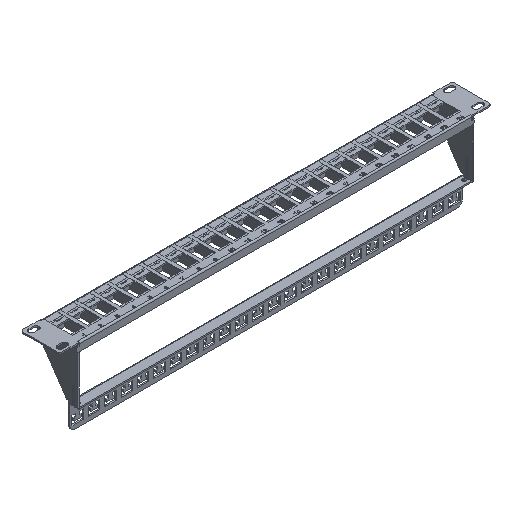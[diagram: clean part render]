
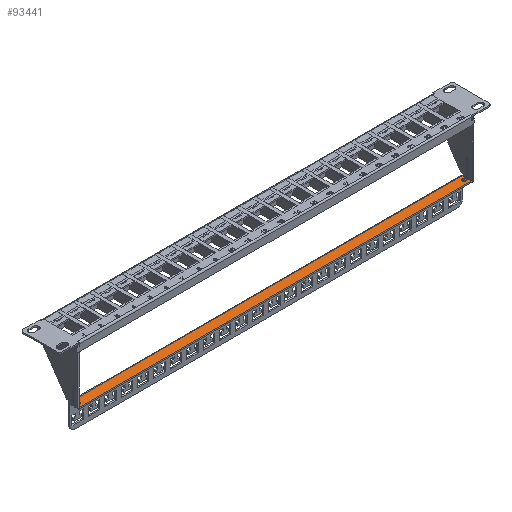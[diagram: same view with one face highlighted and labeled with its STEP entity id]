
A CAD part, isometric view. The second image highlights one B-rep face of the part: STEP entity #93441.
In plain terms, the highlighted face is planar.
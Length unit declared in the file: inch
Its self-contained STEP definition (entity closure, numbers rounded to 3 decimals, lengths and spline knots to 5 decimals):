
#264 = CIRCLE ( 'NONE', #33944, 0.056 ) ;
#788 = VERTEX_POINT ( 'NONE', #76679 ) ;
#1028 = DIRECTION ( 'NONE',  ( 0., 0., -1. ) ) ;
#1329 = EDGE_CURVE ( 'NONE', #16114, #115844, #82626, .T. ) ;
#3411 = VECTOR ( 'NONE', #38331, 39.37008 ) ;
#3905 = CARTESIAN_POINT ( 'NONE',  ( 8.65, -0.48, 0. ) ) ;
#3999 = EDGE_CURVE ( 'NONE', #100256, #5482, #32314, .T. ) ;
#5482 = VERTEX_POINT ( 'NONE', #99426 ) ;
#6564 = DIRECTION ( 'NONE',  ( 0., -1., 0. ) ) ;
#7965 = VECTOR ( 'NONE', #34012, 39.37008 ) ;
#8740 = CARTESIAN_POINT ( 'NONE',  ( -8.4905, -0.3404, 0. ) ) ;
#11125 = DIRECTION ( 'NONE',  ( 1., 0., 0. ) ) ;
#12328 = EDGE_CURVE ( 'NONE', #85843, #115844, #264, .T. ) ;
#13466 = LINE ( 'NONE', #114637, #112542 ) ;
#14060 = VECTOR ( 'NONE', #43838, 39.37008 ) ;
#16114 = VERTEX_POINT ( 'NONE', #55106 ) ;
#16159 = DIRECTION ( 'NONE',  ( 0., -1., 0. ) ) ;
#18014 = ORIENTED_EDGE ( 'NONE', *, *, #12328, .F. ) ;
#18175 = ORIENTED_EDGE ( 'NONE', *, *, #110528, .F. ) ;
#19912 = EDGE_CURVE ( 'NONE', #88404, #66822, #90179, .T. ) ;
#20748 = DIRECTION ( 'NONE',  ( 0., 0., -1. ) ) ;
#20820 = ORIENTED_EDGE ( 'NONE', *, *, #58741, .F. ) ;
#20891 = DIRECTION ( 'NONE',  ( 1., 0., 0. ) ) ;
#21539 = VERTEX_POINT ( 'NONE', #31035 ) ;
#22370 = CIRCLE ( 'NONE', #72263, 0.056 ) ;
#23097 = DIRECTION ( 'NONE',  ( 0., 0., -1. ) ) ;
#23705 = EDGE_LOOP ( 'NONE', ( #44223, #40632, #88951, #68582, #20820, #112785, #18014, #93370, #18175, #67433, #64763, #77581, #41560, #74500, #38420, #86016 ) ) ;
#26072 = VECTOR ( 'NONE', #6564, 39.37008 ) ;
#29410 = EDGE_CURVE ( 'NONE', #32819, #66822, #81190, .T. ) ;
#29497 = EDGE_CURVE ( 'NONE', #97576, #45793, #22370, .T. ) ;
#29609 = CARTESIAN_POINT ( 'NONE',  ( 8.64, -0.48, 0. ) ) ;
#29620 = VECTOR ( 'NONE', #115874, 39.37008 ) ;
#30233 = AXIS2_PLACEMENT_3D ( 'NONE', #77660, #23097, #96462 ) ;
#31035 = CARTESIAN_POINT ( 'NONE',  ( -8.64, -0.0698, 0. ) ) ;
#32314 = LINE ( 'NONE', #3905, #69609 ) ;
#32336 = DIRECTION ( 'NONE',  ( -1., 0., 0. ) ) ;
#32819 = VERTEX_POINT ( 'NONE', #89826 ) ;
#32839 = DIRECTION ( 'NONE',  ( 0., 1., 0. ) ) ;
#33944 = AXIS2_PLACEMENT_3D ( 'NONE', #74936, #20748, #11125 ) ;
#34012 = DIRECTION ( 'NONE',  ( -1., 0., 0. ) ) ;
#34251 = CARTESIAN_POINT ( 'NONE',  ( 8.64, -0.0698, 0. ) ) ;
#34476 = VECTOR ( 'NONE', #117221, 39.37008 ) ;
#38115 = PLANE ( 'NONE',  #80788 ) ;
#38331 = DIRECTION ( 'NONE',  ( 0., 1., 0. ) ) ;
#38420 = ORIENTED_EDGE ( 'NONE', *, *, #29410, .F. ) ;
#38508 = VERTEX_POINT ( 'NONE', #34251 ) ;
#40632 = ORIENTED_EDGE ( 'NONE', *, *, #74542, .T. ) ;
#41560 = ORIENTED_EDGE ( 'NONE', *, *, #94261, .F. ) ;
#42350 = LINE ( 'NONE', #51359, #49561 ) ;
#43838 = DIRECTION ( 'NONE',  ( -1., 0., 0. ) ) ;
#44134 = VERTEX_POINT ( 'NONE', #97358 ) ;
#44223 = ORIENTED_EDGE ( 'NONE', *, *, #29497, .F. ) ;
#44257 = CARTESIAN_POINT ( 'NONE',  ( -8.64, -0.0698, 0. ) ) ;
#45793 = VERTEX_POINT ( 'NONE', #99074 ) ;
#46658 = CARTESIAN_POINT ( 'NONE',  ( -8.4905, -0.2654, 0. ) ) ;
#48394 = FACE_OUTER_BOUND ( 'NONE', #23705, .T. ) ;
#49561 = VECTOR ( 'NONE', #110657, 39.37008 ) ;
#50170 = CARTESIAN_POINT ( 'NONE',  ( -8.64, -0.3404, 0. ) ) ;
#51359 = CARTESIAN_POINT ( 'NONE',  ( 8.64, -0.48, 0. ) ) ;
#53801 = AXIS2_PLACEMENT_3D ( 'NONE', #112391, #84011, #74788 ) ;
#55106 = CARTESIAN_POINT ( 'NONE',  ( 8.64, -0.2094, 0. ) ) ;
#55550 = LINE ( 'NONE', #87844, #29620 ) ;
#55930 = DIRECTION ( 'NONE',  ( 1., 0., 0. ) ) ;
#57170 = CARTESIAN_POINT ( 'NONE',  ( -8.4625, -0.3404, 0. ) ) ;
#57786 = CARTESIAN_POINT ( 'NONE',  ( 8.65, -0.48, 0. ) ) ;
#58741 = EDGE_CURVE ( 'NONE', #16114, #38508, #13466, .T. ) ;
#59025 = EDGE_CURVE ( 'NONE', #32819, #45793, #69451, .T. ) ;
#62689 = EDGE_CURVE ( 'NONE', #71886, #44134, #55550, .T. ) ;
#63118 = CARTESIAN_POINT ( 'NONE',  ( 8.4345, -0.3124, 0. ) ) ;
#63679 = CIRCLE ( 'NONE', #30233, 0.056 ) ;
#63773 = LINE ( 'NONE', #90321, #73764 ) ;
#64763 = ORIENTED_EDGE ( 'NONE', *, *, #69701, .F. ) ;
#65820 = VECTOR ( 'NONE', #74847, 39.37008 ) ;
#66822 = VERTEX_POINT ( 'NONE', #8740 ) ;
#67433 = ORIENTED_EDGE ( 'NONE', *, *, #62689, .T. ) ;
#67922 = CARTESIAN_POINT ( 'NONE',  ( 8.4905, -0.2094, 0. ) ) ;
#68568 = CARTESIAN_POINT ( 'NONE',  ( 8.4345, -0.2844, 0. ) ) ;
#68582 = ORIENTED_EDGE ( 'NONE', *, *, #116183, .F. ) ;
#69451 = LINE ( 'NONE', #84485, #3411 ) ;
#69609 = VECTOR ( 'NONE', #32336, 39.37008 ) ;
#69701 = EDGE_CURVE ( 'NONE', #100256, #44134, #42350, .T. ) ;
#70700 = VECTOR ( 'NONE', #16159, 39.37008 ) ;
#71886 = VERTEX_POINT ( 'NONE', #78287 ) ;
#72263 = AXIS2_PLACEMENT_3D ( 'NONE', #46658, #1028, #55930 ) ;
#73764 = VECTOR ( 'NONE', #102660, 39.37008 ) ;
#74500 = ORIENTED_EDGE ( 'NONE', *, *, #19912, .T. ) ;
#74542 = EDGE_CURVE ( 'NONE', #97576, #788, #111644, .T. ) ;
#74788 = DIRECTION ( 'NONE',  ( 1., 0., 0. ) ) ;
#74847 = DIRECTION ( 'NONE',  ( 1., 0., 0. ) ) ;
#74936 = CARTESIAN_POINT ( 'NONE',  ( 8.4905, -0.2654, 0. ) ) ;
#76679 = CARTESIAN_POINT ( 'NONE',  ( -8.64, -0.2094, 0. ) ) ;
#77581 = ORIENTED_EDGE ( 'NONE', *, *, #3999, .T. ) ;
#77660 = CARTESIAN_POINT ( 'NONE',  ( 8.4905, -0.2844, 0. ) ) ;
#78287 = CARTESIAN_POINT ( 'NONE',  ( 8.4905, -0.3404, 0. ) ) ;
#78830 = CARTESIAN_POINT ( 'NONE',  ( 8.4345, -0.2654, 0. ) ) ;
#79145 = CARTESIAN_POINT ( 'NONE',  ( -8.64, -0.2094, 0. ) ) ;
#80788 = AXIS2_PLACEMENT_3D ( 'NONE', #57786, #111875, #20891 ) ;
#81190 = CIRCLE ( 'NONE', #53801, 0.056 ) ;
#82626 = LINE ( 'NONE', #90529, #7965 ) ;
#84011 = DIRECTION ( 'NONE',  ( 0., 0., -1. ) ) ;
#84485 = CARTESIAN_POINT ( 'NONE',  ( -8.4345, -0.48, 0. ) ) ;
#85843 = VERTEX_POINT ( 'NONE', #78830 ) ;
#86016 = ORIENTED_EDGE ( 'NONE', *, *, #59025, .T. ) ;
#87844 = CARTESIAN_POINT ( 'NONE',  ( 8.65, -0.3404, 0. ) ) ;
#88404 = VERTEX_POINT ( 'NONE', #50170 ) ;
#88951 = ORIENTED_EDGE ( 'NONE', *, *, #118767, .F. ) ;
#89826 = CARTESIAN_POINT ( 'NONE',  ( -8.4345, -0.2844, 0. ) ) ;
#90179 = LINE ( 'NONE', #57170, #65820 ) ;
#90321 = CARTESIAN_POINT ( 'NONE',  ( 8.65, -0.0698, 0. ) ) ;
#90346 = EDGE_CURVE ( 'NONE', #85843, #98590, #115200, .T. ) ;
#90529 = CARTESIAN_POINT ( 'NONE',  ( 8.65, -0.2094, 0. ) ) ;
#93370 = ORIENTED_EDGE ( 'NONE', *, *, #90346, .T. ) ;
#93441 = ADVANCED_FACE ( 'NONE', ( #48394 ), #38115, .F. ) ;
#94261 = EDGE_CURVE ( 'NONE', #88404, #5482, #107680, .T. ) ;
#96462 = DIRECTION ( 'NONE',  ( 1., 0., 0. ) ) ;
#97358 = CARTESIAN_POINT ( 'NONE',  ( 8.64, -0.3404, 0. ) ) ;
#97576 = VERTEX_POINT ( 'NONE', #109935 ) ;
#97914 = CARTESIAN_POINT ( 'NONE',  ( -8.64, -0.0698, 0. ) ) ;
#98590 = VERTEX_POINT ( 'NONE', #68568 ) ;
#99074 = CARTESIAN_POINT ( 'NONE',  ( -8.4345, -0.2654, 0. ) ) ;
#99426 = CARTESIAN_POINT ( 'NONE',  ( -8.64, -0.48, 0. ) ) ;
#100256 = VERTEX_POINT ( 'NONE', #29609 ) ;
#102660 = DIRECTION ( 'NONE',  ( -1., 0., 0. ) ) ;
#107680 = LINE ( 'NONE', #44257, #34476 ) ;
#109935 = CARTESIAN_POINT ( 'NONE',  ( -8.4905, -0.2094, 0. ) ) ;
#110528 = EDGE_CURVE ( 'NONE', #71886, #98590, #63679, .T. ) ;
#110657 = DIRECTION ( 'NONE',  ( 0., 1., 0. ) ) ;
#111644 = LINE ( 'NONE', #79145, #14060 ) ;
#111875 = DIRECTION ( 'NONE',  ( 0., 0., 1. ) ) ;
#112391 = CARTESIAN_POINT ( 'NONE',  ( -8.4905, -0.2844, 0. ) ) ;
#112542 = VECTOR ( 'NONE', #32839, 39.37008 ) ;
#112785 = ORIENTED_EDGE ( 'NONE', *, *, #1329, .T. ) ;
#113590 = LINE ( 'NONE', #97914, #26072 ) ;
#114637 = CARTESIAN_POINT ( 'NONE',  ( 8.64, -0.48, 0. ) ) ;
#115200 = LINE ( 'NONE', #63118, #70700 ) ;
#115844 = VERTEX_POINT ( 'NONE', #67922 ) ;
#115874 = DIRECTION ( 'NONE',  ( 1., 0., 0. ) ) ;
#116183 = EDGE_CURVE ( 'NONE', #38508, #21539, #63773, .T. ) ;
#117221 = DIRECTION ( 'NONE',  ( 0., -1., 0. ) ) ;
#118767 = EDGE_CURVE ( 'NONE', #21539, #788, #113590, .T. ) ;
